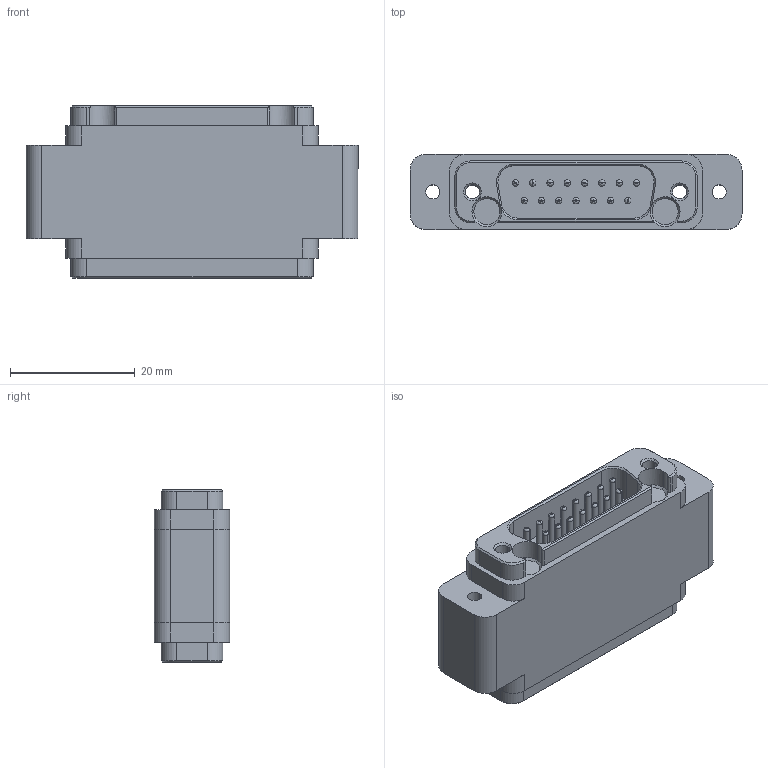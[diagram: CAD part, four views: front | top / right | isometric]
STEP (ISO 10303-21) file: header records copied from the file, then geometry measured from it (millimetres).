
FILE_DESCRIPTION (( 'STEP AP203' ), '1' );
FILE_NAME ('112796.stp', '2018-03-02T00:22:18', ( '' ), ( '' ), 'SwSTEP 2.0', 'SolidWorks 2012', '' );
FILE_SCHEMA (( 'CONFIG_CONTROL_DESIGN' ));
Length unit declared in the file: centimetre
Products named in the file (1): 112796
Bounding box: 53.21 x 12.06 x 27.64 mm (x, y, z)
Volume: 12336.7 mm3; surface area: 6185.1 mm2
Topology: 1 solids, 1 shells, 285 faces, 678 edges, 428 vertices
Faces by surface type: cylinder 108, plane 87, bspline 60, cone 30
Entity records: 9272 total; most frequent: CARTESIAN_POINT 2677, DIRECTION 1411, ORIENTED_EDGE 1356, EDGE_CURVE 678, AXIS2_PLACEMENT_3D 576, VERTEX_POINT 428, CIRCLE 350, EDGE_LOOP 326
